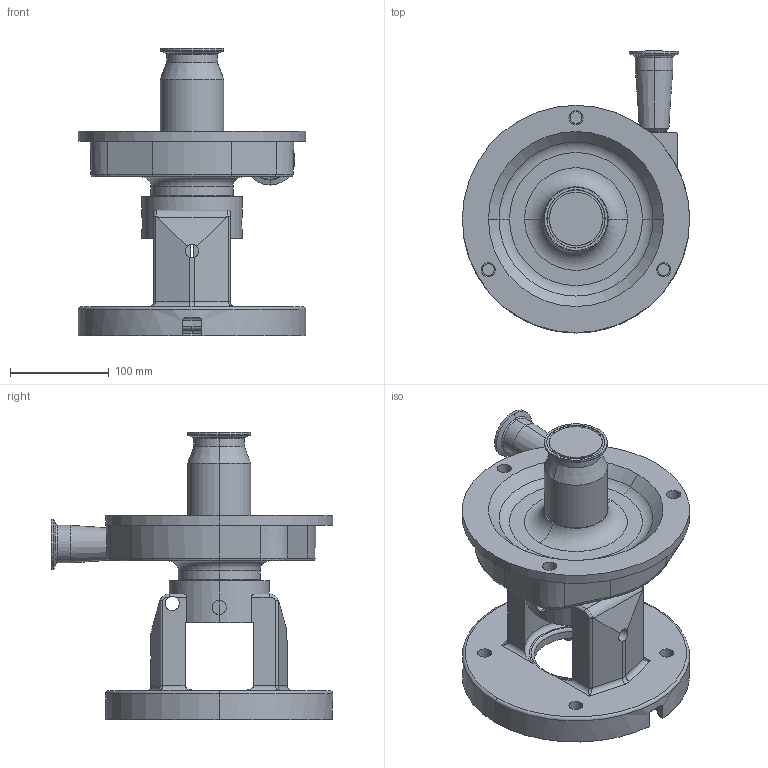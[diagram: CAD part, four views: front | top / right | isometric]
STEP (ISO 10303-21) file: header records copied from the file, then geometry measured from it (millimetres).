
FILE_DESCRIPTION (( 'STEP AP214' ), '1' );
FILE_NAME ('FPX 721-722 180TC VERTICAL.STEP', '2022-12-16T20:06:39', ( '' ), ( '' ), 'SwSTEP 2.0', 'SolidWorks 2021', '' );
FILE_SCHEMA (( 'AUTOMOTIVE_DESIGN' ));
Length unit declared in the file: millimetre
Products named in the file (2): FPX 720 180TC VERTICAL^1275000077.STEP; FPX 721-722 180TC VERTICAL
Assembly tree (1 placements, depth 2):
  FPX 721-722 180TC VERTICAL
    FPX 720 180TC VERTICAL^1275000077.STEP
Bounding box: 230 x 285 x 290.5 mm (x, y, z)
Volume: 2809604.8 mm3; surface area: 395621.3 mm2
Topology: 1 solids, 2 shells, 358 faces, 869 edges, 513 vertices
Faces by surface type: cylinder 143, torus 90, plane 68, cone 36, bspline 13, sphere 8
Entity records: 17264 total; most frequent: CARTESIAN_POINT 8772, DIRECTION 1904, ORIENTED_EDGE 1718, EDGE_CURVE 859, AXIS2_PLACEMENT_3D 800, VERTEX_POINT 511, CIRCLE 451, EDGE_LOOP 390
